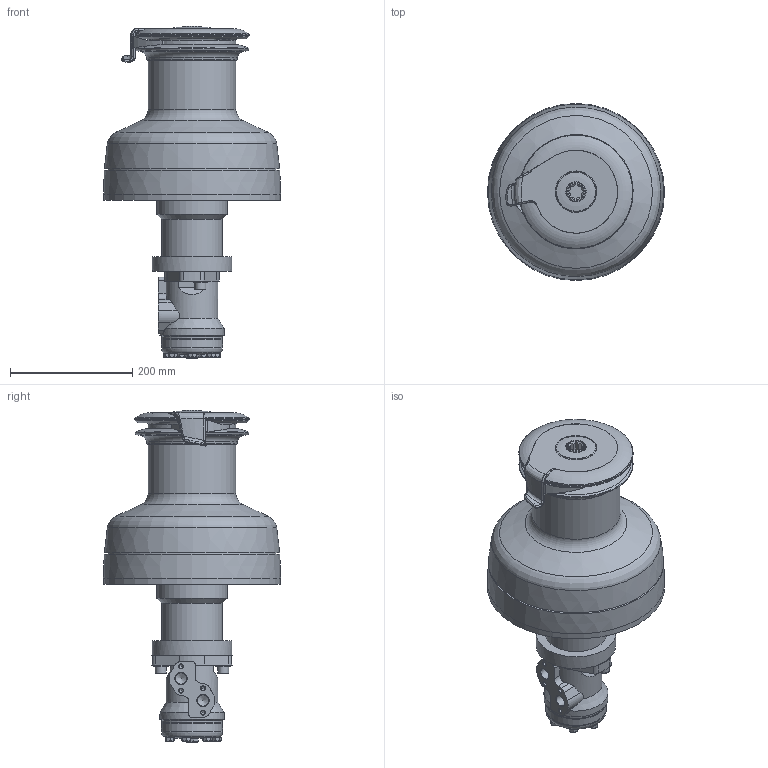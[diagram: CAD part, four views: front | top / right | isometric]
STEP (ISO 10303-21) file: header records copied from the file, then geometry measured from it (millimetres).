
FILE_DESCRIPTION(/* description */ (''),/* implementation_level */ '2;1');
FILE_NAME(/* name */ 'XT70HD.stp',/* time_stamp */ '2016-03-24T13:24:52+01:00',/* author */ ('gianni'),/* organization */ (''),/* preprocessor_version */ 'ST-DEVELOPER v16.1',/* originating_system */ 'Autodesk Inventor 2016',/* authorisation */ '');
FILE_SCHEMA (('AUTOMOTIVE_DESIGN { 1 0 10303 214 3 1 1 }'));
Length unit declared in the file: millimetre
Products named in the file (1): XT70HD
Bounding box: 290 x 290 x 543.8 mm (x, y, z)
Volume: 12361124.2 mm3; surface area: 521783.1 mm2
Topology: 1 solids, 1 shells, 422 faces, 1048 edges, 656 vertices
Faces by surface type: plane 192, cylinder 103, torus 66, bspline 33, cone 28
Full cylindrical faces by diameter (mm): 6.647 x4, 10.5 x6, 13 x7, 18 x3, 18.631 x2, 20 x1, 24 x2, 31.72 x2, 32.2 x1, 100 x3, 105 x1, 115 x1, 130 x1, 144 x2, 145 x1, 187 x3, 290 x1
Entity records: 14824 total; most frequent: CARTESIAN_POINT 5572, ORIENTED_EDGE 1874, DIRECTION 1854, EDGE_CURVE 937, AXIS2_PLACEMENT_3D 747, VERTEX_POINT 631, EDGE_LOOP 536, FACE_OUTER_BOUND 422
